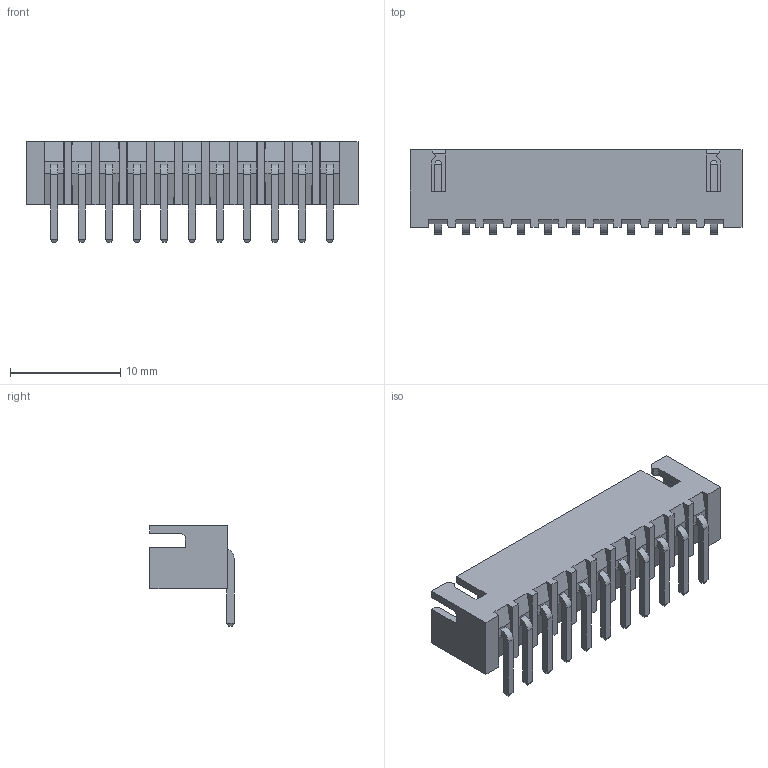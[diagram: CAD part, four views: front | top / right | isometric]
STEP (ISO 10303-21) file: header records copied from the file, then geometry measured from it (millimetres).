
FILE_DESCRIPTION(('STEP AP214'), '1');
FILE_NAME('DS1069', '2019-04-21T13:27:46', ('Nobody'), (''), 'ASCON STEP Converter 1.3', 'ASCON Math Kernel', '');
FILE_SCHEMA(('AUTOMOTIVE_DESIGN { 1 0 10303 214 3 1 1}'));
Length unit declared in the file: millimetre
Assembly tree (12 placements, depth 2):
  (unnamed)
    (unnamed)
    (unnamed)  x11
Bounding box: 30.1 x 7.62 x 9.15 mm (x, y, z)
Volume: 534.6 mm3; surface area: 1580.3 mm2
Topology: 12 solids, 12 shells, 301 faces, 741 edges, 464 vertices
Faces by surface type: plane 279, cylinder 22
Entity records: 5189 total; most frequent: CARTESIAN_POINT 699, ORIENTED_EDGE 682, DIRECTION 613, EDGE_CURVE 341, LINE 337, VECTOR 337, VERTEX_POINT 224, AXIS2_PLACEMENT_3D 138
